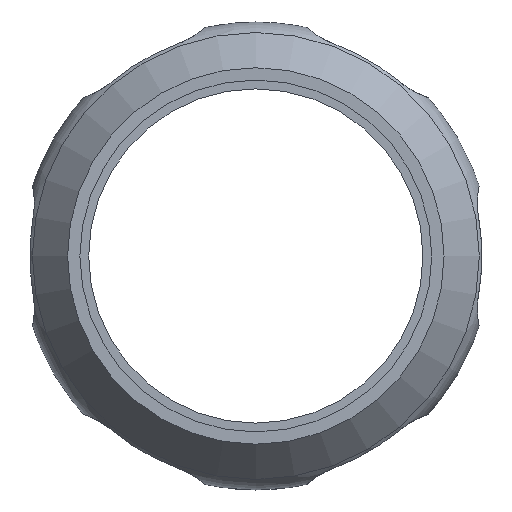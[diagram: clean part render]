
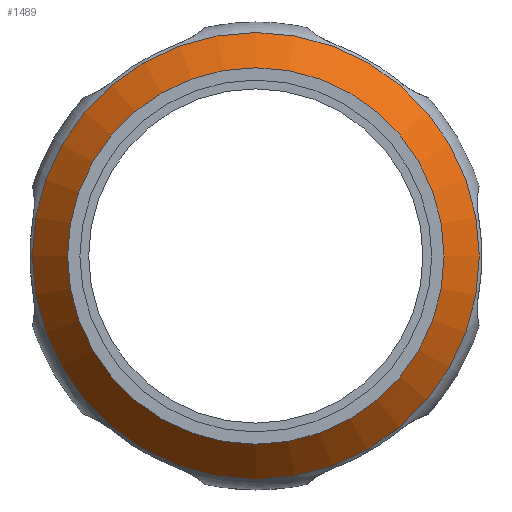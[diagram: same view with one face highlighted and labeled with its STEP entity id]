
A CAD part, left-side view. The second image highlights one B-rep face of the part: STEP entity #1489.
In plain terms, the highlighted conical face has half-angle 40 degrees and reference radius 23.401 mm.
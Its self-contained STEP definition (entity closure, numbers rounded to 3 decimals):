
#105=CONICAL_SURFACE('',#1667,23.4,0.698);
#269=FACE_OUTER_BOUND('',#358,.T.);
#358=EDGE_LOOP('',(#1249,#1250,#1251,#1252,#1253));
#421=LINE('',#2985,#466);
#466=VECTOR('',#2018,23.4);
#518=CIRCLE('',#1613,21.4);
#539=CIRCLE('',#1652,25.401);
#540=CIRCLE('',#1653,25.401);
#636=VERTEX_POINT('',#2580);
#673=VERTEX_POINT('',#2907);
#674=VERTEX_POINT('',#2909);
#809=EDGE_CURVE('',#636,#636,#518,.T.);
#862=EDGE_CURVE('',#673,#674,#539,.T.);
#863=EDGE_CURVE('',#674,#673,#540,.T.);
#879=EDGE_CURVE('',#674,#636,#421,.T.);
#1249=ORIENTED_EDGE('',*,*,#863,.F.);
#1250=ORIENTED_EDGE('',*,*,#879,.T.);
#1251=ORIENTED_EDGE('',*,*,#809,.T.);
#1252=ORIENTED_EDGE('',*,*,#879,.F.);
#1253=ORIENTED_EDGE('',*,*,#862,.F.);
#1489=ADVANCED_FACE('',(#269),#105,.T.);
#1613=AXIS2_PLACEMENT_3D('',#2581,#1893,#1894);
#1652=AXIS2_PLACEMENT_3D('',#2910,#1983,#1984);
#1653=AXIS2_PLACEMENT_3D('',#2911,#1985,#1986);
#1667=AXIS2_PLACEMENT_3D('',#2984,#2016,#2017);
#1893=DIRECTION('center_axis',(1.,0.,0.));
#1894=DIRECTION('ref_axis',(0.,0.,
-1.));
#1983=DIRECTION('center_axis',(1.,0.,0.));
#1984=DIRECTION('ref_axis',(0.,0.,
-1.));
#1985=DIRECTION('center_axis',(1.,0.,0.));
#1986=DIRECTION('ref_axis',(0.,0.,
-1.));
#2016=DIRECTION('center_axis',(1.,0.,0.));
#2017=DIRECTION('ref_axis',(0.,1.,0.));
#2018=DIRECTION('',(-0.766,0.643,0.));
#2580=CARTESIAN_POINT('',(-31.2,-21.4,0.));
#2581=CARTESIAN_POINT('Origin',(-31.2,0.,0.));
#2907=CARTESIAN_POINT('',(-26.432,0.,25.401));
#2909=CARTESIAN_POINT('',(-26.432,-25.401,0.));
#2910=CARTESIAN_POINT('Origin',(-26.432,0.,
0.));
#2911=CARTESIAN_POINT('Origin',(-26.432,0.,
0.));
#2984=CARTESIAN_POINT('Origin',(-28.816,0.,
0.));
#2985=CARTESIAN_POINT('',(-28.816,-23.4,0.));
